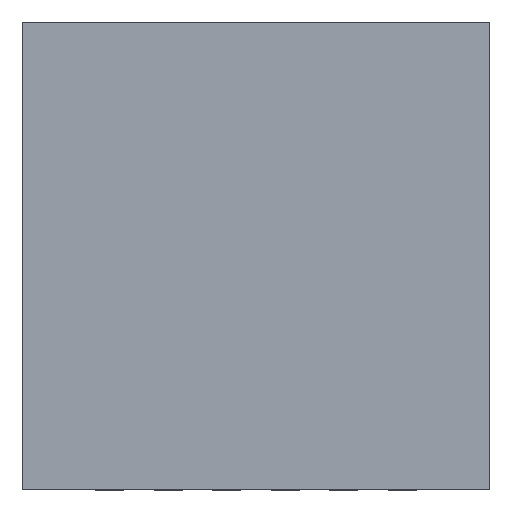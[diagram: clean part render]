
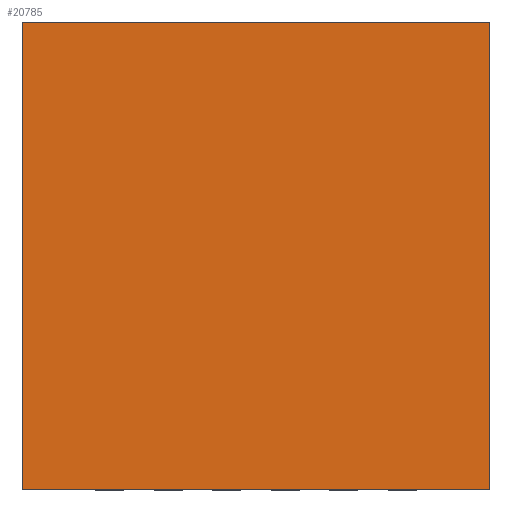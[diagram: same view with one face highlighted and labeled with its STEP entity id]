
A CAD part, top view. The second image highlights one B-rep face of the part: STEP entity #20785.
In plain terms, the highlighted face is planar.
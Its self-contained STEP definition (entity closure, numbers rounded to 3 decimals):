
#15626=DIRECTION('',(0.,0.,1.));
#15627=VECTOR('',#15626,4.);
#15628=CARTESIAN_POINT('',(-2.,0.975,-2.));
#15629=LINE('',#15628,#15627);
#15633=DIRECTION('',(-1.,0.,0.));
#15634=VECTOR('',#15633,4.);
#15635=CARTESIAN_POINT('',(2.,0.975,-2.));
#15636=LINE('',#15635,#15634);
#15640=DIRECTION('',(0.,0.,-1.));
#15641=VECTOR('',#15640,4.);
#15642=CARTESIAN_POINT('',(2.,0.975,2.));
#15643=LINE('',#15642,#15641);
#15647=DIRECTION('',(1.,0.,0.));
#15648=VECTOR('',#15647,4.);
#15649=CARTESIAN_POINT('',(-2.,0.975,2.));
#15650=LINE('',#15649,#15648);
#17318=CARTESIAN_POINT('',(-2.,0.975,-2.));
#17319=CARTESIAN_POINT('',(-2.,0.975,2.));
#17320=VERTEX_POINT('',#17318);
#17321=VERTEX_POINT('',#17319);
#17322=CARTESIAN_POINT('',(2.,0.975,2.));
#17323=VERTEX_POINT('',#17322);
#17324=CARTESIAN_POINT('',(2.,0.975,-2.));
#17325=VERTEX_POINT('',#17324);
#20774=CARTESIAN_POINT('',(0.,0.975,0.));
#20775=DIRECTION('',(0.,1.,0.));
#20776=DIRECTION('',(1.,0.,0.));
#20777=AXIS2_PLACEMENT_3D('',#20774,#20775,#20776);
#20778=PLANE('',#20777);
#20779=ORIENTED_EDGE('',*,*,#18914,.F.);
#20780=ORIENTED_EDGE('',*,*,#19052,.F.);
#20781=ORIENTED_EDGE('',*,*,#19834,.F.);
#20782=ORIENTED_EDGE('',*,*,#20580,.F.);
#20783=EDGE_LOOP('',(#20779,#20780,#20781,#20782));
#20784=FACE_OUTER_BOUND('',#20783,.F.);
#18914=EDGE_CURVE('',#17320,#17321,#15629,.T.);
#19052=EDGE_CURVE('',#17325,#17320,#15636,.T.);
#19834=EDGE_CURVE('',#17323,#17325,#15643,.T.);
#20580=EDGE_CURVE('',#17321,#17323,#15650,.T.);
#20785=ADVANCED_FACE('',(#20784),#20778,.T.);
